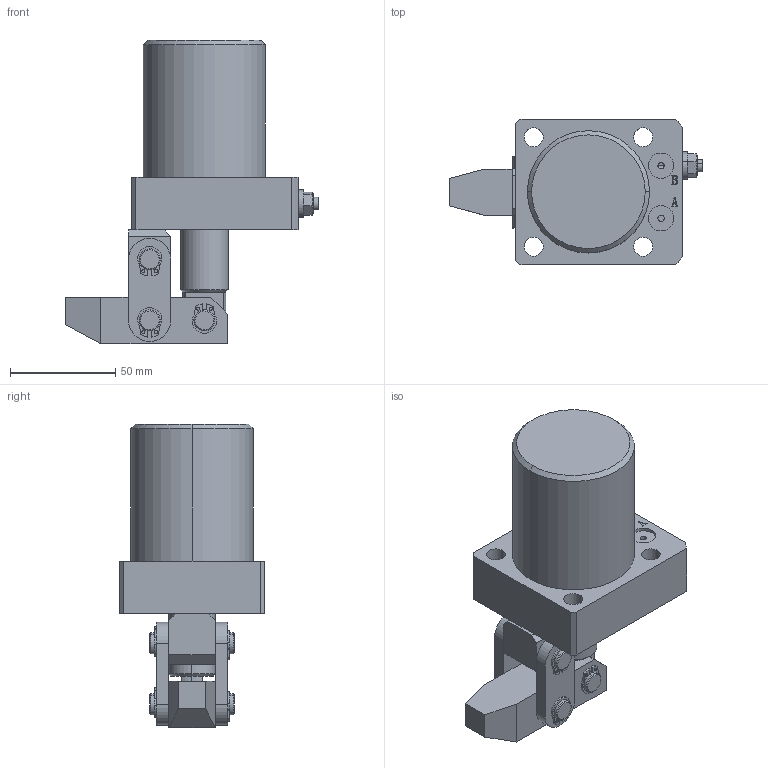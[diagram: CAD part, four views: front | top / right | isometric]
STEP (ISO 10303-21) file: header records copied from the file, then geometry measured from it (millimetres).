
FILE_DESCRIPTION (( 'STEP AP203' ), '1' );
FILE_NAME ('HLC-FAMT40.STEP', '2020-04-18T02:06:38', ( '微软用户' ), ( '微软中国' ), 'SwSTEP 2.0', 'SolidWorks 2012', '' );
FILE_SCHEMA (( 'CONFIG_CONTROL_DESIGN' ));
Length unit declared in the file: millimetre
Products named in the file (10): HLC-40活塞杆; HLC-40傻种; FCM25-覃誹概; HLC-FAMT40掛极; HLC-FAMT40; HLC-40盓傅; circlips for shaft--type a large gb_GB_CONNECTING_PIECE_RING_RRA 10; HLC-40酗种; HLC-FAMT40揤旋; HLC-FAMT40蟀裝
Assembly tree (16 placements, depth 2):
  HLC-FAMT40
    HLC-FAMT40掛极
    FCM25-覃誹概
    HLC-40傻种
    HLC-40活塞杆
    HLC-FAMT40蟀裝  x2
    HLC-FAMT40揤旋
    HLC-40酗种  x2
    circlips for shaft--type a large gb_GB_CONNECTING_PIECE_RING_RRA 10  x6
    HLC-40盓傅
Bounding box: 120.2 x 69 x 144 mm (x, y, z)
Volume: 328156.8 mm3; surface area: 75305.9 mm2
Topology: 16 solids, 16 shells, 414 faces, 1012 edges, 661 vertices
Faces by surface type: cylinder 197, plane 170, cone 25, bspline 16, torus 6
Entity records: 10069 total; most frequent: CARTESIAN_POINT 2346, DIRECTION 1385, ORIENTED_EDGE 1290, EDGE_CURVE 645, AXIS2_PLACEMENT_3D 508, VERTEX_POINT 419, VECTOR 369, LINE 369
